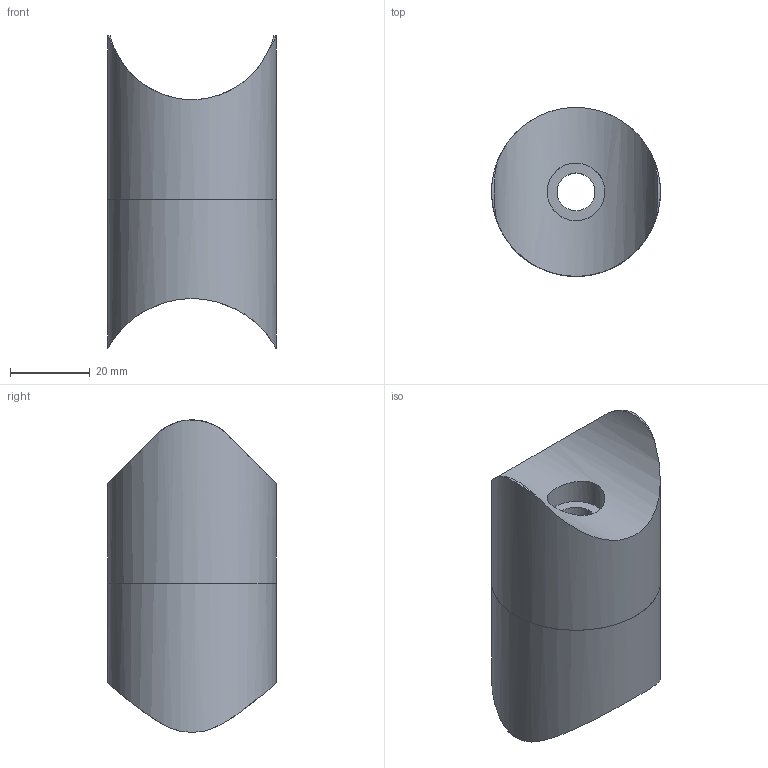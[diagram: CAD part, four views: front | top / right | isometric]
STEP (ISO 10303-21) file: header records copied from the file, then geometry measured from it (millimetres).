
FILE_DESCRIPTION (( 'STEP AP203' ), '1' );
FILE_NAME ('50458-240.STEP', '2022-07-12T10:59:31', ( '' ), ( '' ), 'SwSTEP 2.0', 'SolidWorks 2018', '' );
FILE_SCHEMA (( 'CONFIG_CONTROL_DESIGN' ));
Length unit declared in the file: millimetre
Products named in the file (4): 50458-240 DIN913 M5x10_DIN913 M5x10; 50458-240 Teil2_50458-240 Teil2; 50458-240 Teil1_50458-240 Teil1; 50458-240
Assembly tree (3 placements, depth 2):
  50458-240
    50458-240 Teil2_50458-240 Teil2
    50458-240 DIN913 M5x10_DIN913 M5x10
    50458-240 Teil1_50458-240 Teil1
Bounding box: 42.39 x 42.4 x 78.41 mm (x, y, z)
Volume: 71972.9 mm3; surface area: 18046.6 mm2
Topology: 3 solids, 3 shells, 273 faces, 700 edges, 466 vertices
Faces by surface type: plane 145, bspline 105, cylinder 19, cone 4
Full cylindrical faces by diameter (mm): 4.2 x1, 5 x1, 9.5 x2, 14.5 x2, 18.25 x1, 19.75 x1, 23.75 x2, 24 x1, 42.4 x2
Entity records: 14914 total; most frequent: CARTESIAN_POINT 8684, ORIENTED_EDGE 1356, DIRECTION 823, EDGE_CURVE 678, VERTEX_POINT 461, LINE 429, VECTOR 429, EDGE_LOOP 329
